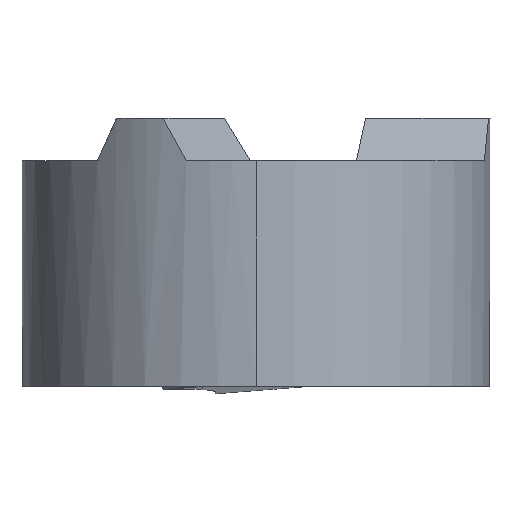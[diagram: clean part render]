
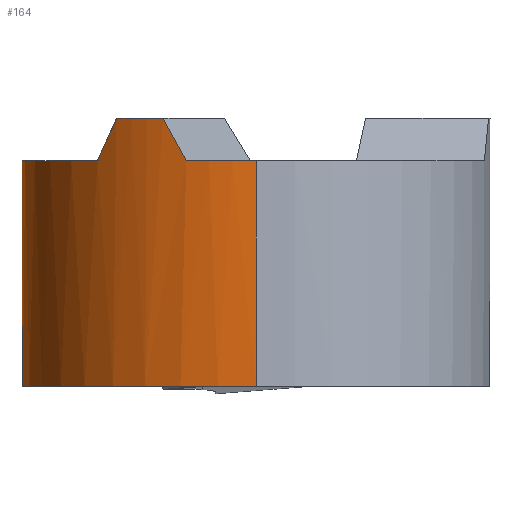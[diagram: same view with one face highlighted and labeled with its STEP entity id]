
A CAD part, left-side view. The second image highlights one B-rep face of the part: STEP entity #164.
In plain terms, the highlighted cylindrical face has radius 5.5 mm (diameter 11 mm), a partial arc.
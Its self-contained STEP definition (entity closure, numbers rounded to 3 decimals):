
#50=(
BOUNDED_CURVE()
B_SPLINE_CURVE(3,(#1824,#1825,#1826,#1827),.UNSPECIFIED.,.F.,.F.)
B_SPLINE_CURVE_WITH_KNOTS((4,4),(0.,1.),.UNSPECIFIED.)
CURVE()
GEOMETRIC_REPRESENTATION_ITEM()
RATIONAL_B_SPLINE_CURVE((1.,1.,1.,1.))
REPRESENTATION_ITEM('')
);
#52=(
BOUNDED_CURVE()
B_SPLINE_CURVE(3,(#1839,#1840,#1841,#1842),.UNSPECIFIED.,.F.,.F.)
B_SPLINE_CURVE_WITH_KNOTS((4,4),(0.,1.),.UNSPECIFIED.)
CURVE()
GEOMETRIC_REPRESENTATION_ITEM()
RATIONAL_B_SPLINE_CURVE((1.,0.999,0.999,1.))
REPRESENTATION_ITEM('')
);
#54=(
BOUNDED_CURVE()
B_SPLINE_CURVE(3,(#1848,#1849,#1850,#1851),.UNSPECIFIED.,.F.,.F.)
B_SPLINE_CURVE_WITH_KNOTS((4,4),(0.,1.),.UNSPECIFIED.)
CURVE()
GEOMETRIC_REPRESENTATION_ITEM()
RATIONAL_B_SPLINE_CURVE((1.,0.999,0.999,1.))
REPRESENTATION_ITEM('')
);
#60=CYLINDRICAL_SURFACE('',#1062,5.5);
#122=CIRCLE('',#1046,5.5);
#123=CIRCLE('',#1049,5.5);
#125=CIRCLE('',#1058,5.5);
#127=CIRCLE('',#1061,5.5);
#164=ADVANCED_FACE('',(#238),#60,.T.);
#238=FACE_OUTER_BOUND('',#294,.T.);
#294=EDGE_LOOP('',(#466,#467,#468,#469,#470,#471,#472,#473,#474));
#466=ORIENTED_EDGE('',*,*,#755,.F.);
#467=ORIENTED_EDGE('',*,*,#802,.F.);
#468=ORIENTED_EDGE('',*,*,#797,.F.);
#469=ORIENTED_EDGE('',*,*,#785,.F.);
#470=ORIENTED_EDGE('',*,*,#795,.F.);
#471=ORIENTED_EDGE('',*,*,#800,.F.);
#472=ORIENTED_EDGE('',*,*,#791,.F.);
#473=ORIENTED_EDGE('',*,*,#764,.T.);
#474=ORIENTED_EDGE('',*,*,#782,.T.);
#650=VERTEX_POINT('',#1679);
#652=VERTEX_POINT('',#1682);
#657=VERTEX_POINT('',#1724);
#658=VERTEX_POINT('',#1726);
#668=VERTEX_POINT('',#1810);
#670=VERTEX_POINT('',#1813);
#672=VERTEX_POINT('',#1828);
#674=VERTEX_POINT('',#1837);
#676=VERTEX_POINT('',#1852);
#755=EDGE_CURVE('',#650,#652,#856,.T.);
#764=EDGE_CURVE('',#658,#657,#858,.T.);
#782=EDGE_CURVE('',#657,#652,#122,.T.);
#785=EDGE_CURVE('',#668,#670,#123,.T.);
#791=EDGE_CURVE('',#658,#672,#50,.T.);
#795=EDGE_CURVE('',#674,#668,#52,.T.);
#797=EDGE_CURVE('',#670,#676,#54,.T.);
#800=EDGE_CURVE('',#672,#674,#125,.T.);
#802=EDGE_CURVE('',#676,#650,#127,.T.);
#856=LINE('',#1681,#895);
#858=LINE('',#1725,#897);
#895=VECTOR('',#1165,1.);
#897=VECTOR('',#1175,1.);
#1046=AXIS2_PLACEMENT_3D('',#1805,#1197,#1198);
#1049=AXIS2_PLACEMENT_3D('',#1812,#1205,#1206);
#1058=AXIS2_PLACEMENT_3D('',#1860,#1230,#1231);
#1061=AXIS2_PLACEMENT_3D('',#1863,#1236,#1237);
#1062=AXIS2_PLACEMENT_3D('',#1864,#1238,#1239);
#1165=DIRECTION('',(0.,0.,-1.));
#1175=DIRECTION('',(0.,0.,-1.));
#1197=DIRECTION('',(0.,0.,1.));
#1198=DIRECTION('',(1.,0.,0.));
#1205=DIRECTION('',(0.,0.,1.));
#1206=DIRECTION('',(1.,0.,0.));
#1230=DIRECTION('',(0.,0.,1.));
#1231=DIRECTION('',(1.,0.,0.));
#1236=DIRECTION('',(0.,0.,1.));
#1237=DIRECTION('',(1.,0.,0.));
#1238=DIRECTION('',(0.,0.,-1.));
#1239=DIRECTION('',(1.,0.,0.));
#1679=CARTESIAN_POINT('',(-5.5,0.,-0.1));
#1681=CARTESIAN_POINT('',(-5.5,0.,0.9));
#1682=CARTESIAN_POINT('',(-5.5,0.,-5.4));
#1724=CARTESIAN_POINT('',(4.299,3.43,-5.4));
#1725=CARTESIAN_POINT('',(4.299,3.43,0.9));
#1726=CARTESIAN_POINT('',(4.299,3.43,0.568));
#1805=CARTESIAN_POINT('',(0.,0.,-5.4));
#1810=CARTESIAN_POINT('',(-4.417,3.277,0.9));
#1812=CARTESIAN_POINT('',(0.,0.,0.9));
#1813=CARTESIAN_POINT('',(-5.046,2.187,0.9));
#1824=CARTESIAN_POINT('',(4.299,3.43,0.568));
#1825=CARTESIAN_POINT('',(4.218,3.532,0.344));
#1826=CARTESIAN_POINT('',(4.133,3.632,0.121));
#1827=CARTESIAN_POINT('',(4.044,3.728,-0.1));
#1828=CARTESIAN_POINT('',(4.044,3.728,-0.1));
#1837=CARTESIAN_POINT('',(-4.044,3.728,-0.1));
#1839=CARTESIAN_POINT('',(-4.044,3.728,-0.1));
#1840=CARTESIAN_POINT('',(-4.176,3.584,0.23));
#1841=CARTESIAN_POINT('',(-4.301,3.434,0.564));
#1842=CARTESIAN_POINT('',(-4.417,3.277,0.9));
#1848=CARTESIAN_POINT('',(-5.046,2.187,0.9));
#1849=CARTESIAN_POINT('',(-5.124,2.008,0.564));
#1850=CARTESIAN_POINT('',(-5.192,1.825,0.23));
#1851=CARTESIAN_POINT('',(-5.25,1.638,-0.1));
#1852=CARTESIAN_POINT('',(-5.25,1.638,-0.1));
#1860=CARTESIAN_POINT('',(0.,0.,-0.1));
#1863=CARTESIAN_POINT('',(0.,0.,-0.1));
#1864=CARTESIAN_POINT('',(0.,0.,0.9));
